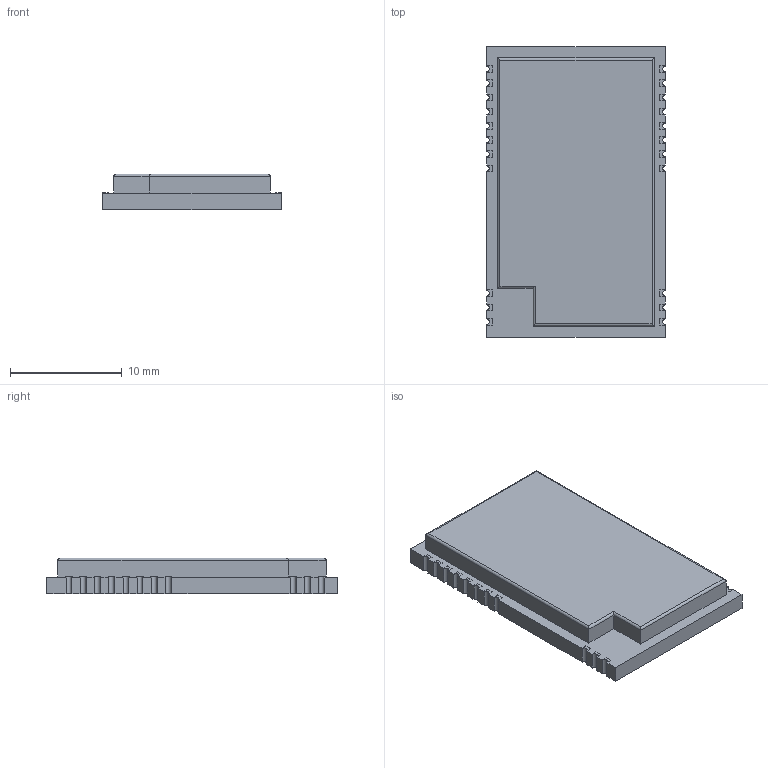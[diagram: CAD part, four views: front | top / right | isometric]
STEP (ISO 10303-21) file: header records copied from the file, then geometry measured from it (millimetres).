
FILE_DESCRIPTION(('STEP AP214'), '1');
FILE_NAME('E32-433T20S_', '2023-11-01T14:38:00', ('x3admin'), ('CoolPeppers LLC'), 'ASCON STEP Converter 1.3', 'ASCON Math Kernel', '');
FILE_SCHEMA(('AUTOMOTIVE_DESIGN { 1 0 10303 214 3 1 1}'));
Length unit declared in the file: millimetre
Bounding box: 16 x 26 x 3.21 mm (x, y, z)
Volume: 1173.3 mm3; surface area: 1087.1 mm2
Topology: 1 solids, 1 shells, 239 faces, 702 edges, 466 vertices
Faces by surface type: plane 211, cylinder 28
Entity records: 9768 total; most frequent: CARTESIAN_POINT 1426, ORIENTED_EDGE 1404, DIRECTION 1220, EDGE_CURVE 702, LINE 652, VECTOR 652, VERTEX_POINT 466, AXIS2_PLACEMENT_3D 284
